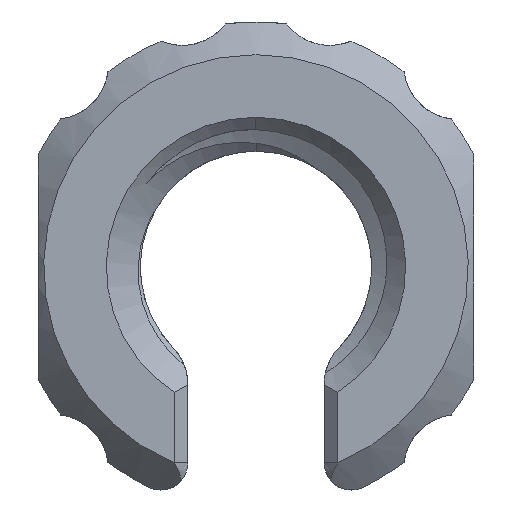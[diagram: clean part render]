
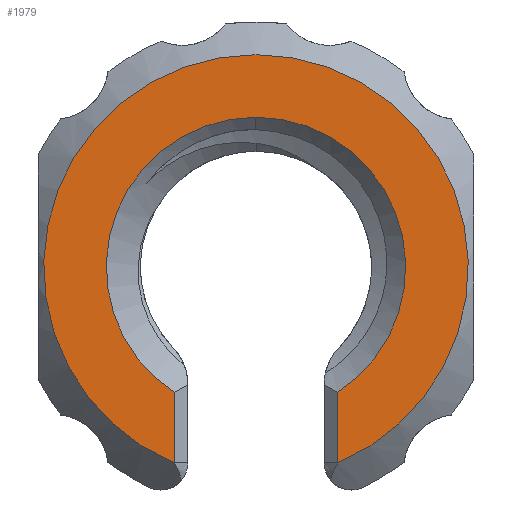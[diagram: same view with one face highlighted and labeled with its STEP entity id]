
A CAD part, left-side view. The second image highlights one B-rep face of the part: STEP entity #1979.
In plain terms, the highlighted planar face has unit normal (-1, 0, 0).
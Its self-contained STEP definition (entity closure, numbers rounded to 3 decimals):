
#73 = VERTEX_POINT ( 'NONE', #6954 ) ;
#121 = AXIS2_PLACEMENT_3D ( 'NONE', #448, #8735, #3209 ) ;
#127 = EDGE_CURVE ( 'NONE', #4446, #73, #8173, .T. ) ;
#147 = PLANE ( 'NONE',  #4205 ) ;
#230 = DIRECTION ( 'NONE',  ( -1., 0., 0. ) ) ;
#333 = VERTEX_POINT ( 'NONE', #3110 ) ;
#448 = CARTESIAN_POINT ( 'NONE',  ( -4., 0., 0. ) ) ;
#460 = CARTESIAN_POINT ( 'NONE',  ( -4., -3., -7.8 ) ) ;
#540 = DIRECTION ( 'NONE',  ( -1., 0., 0. ) ) ;
#587 = CARTESIAN_POINT ( 'NONE',  ( -4., 3., -7.194 ) ) ;
#600 = CARTESIAN_POINT ( 'NONE',  ( -4., -3.5, -7.194 ) ) ;
#1140 = DIRECTION ( 'NONE',  ( -1., 0., 0. ) ) ;
#1168 = CARTESIAN_POINT ( 'NONE',  ( -4., 3.5, -7.194 ) ) ;
#1247 = AXIS2_PLACEMENT_3D ( 'NONE', #6466, #4480, #2259 ) ;
#1392 = CIRCLE ( 'NONE', #1247, 5.5 ) ;
#1543 = CIRCLE ( 'NONE', #5741, 0.5 ) ;
#1806 = LINE ( 'NONE', #460, #2760 ) ;
#1967 = AXIS2_PLACEMENT_3D ( 'NONE', #1168, #540, #8065 ) ;
#1979 = ADVANCED_FACE ( 'NONE', ( #5021 ), #147, .T. ) ;
#2054 = ORIENTED_EDGE ( 'NONE', *, *, #3603, .T. ) ;
#2259 = DIRECTION ( 'NONE',  ( 0., 0., -1. ) ) ;
#2419 = VERTEX_POINT ( 'NONE', #3116 ) ;
#2464 = ORIENTED_EDGE ( 'NONE', *, *, #8432, .T. ) ;
#2473 = CARTESIAN_POINT ( 'NONE',  ( -4., 0., 0. ) ) ;
#2760 = VECTOR ( 'NONE', #4575, 1000. ) ;
#3110 = CARTESIAN_POINT ( 'NONE',  ( -4., -3., -4.61 ) ) ;
#3116 = CARTESIAN_POINT ( 'NONE',  ( -4., 0., 5.5 ) ) ;
#3147 = ORIENTED_EDGE ( 'NONE', *, *, #3267, .T. ) ;
#3180 = VERTEX_POINT ( 'NONE', #7853 ) ;
#3194 = VECTOR ( 'NONE', #6693, 1000. ) ;
#3209 = DIRECTION ( 'NONE',  ( 0., 0., -1. ) ) ;
#3225 = ORIENTED_EDGE ( 'NONE', *, *, #5716, .T. ) ;
#3263 = CARTESIAN_POINT ( 'NONE',  ( -4., 3., -7.8 ) ) ;
#3267 = EDGE_CURVE ( 'NONE', #3749, #3180, #7944, .T. ) ;
#3576 = DIRECTION ( 'NONE',  ( 0., 0., 1. ) ) ;
#3603 = EDGE_CURVE ( 'NONE', #333, #5103, #1806, .T. ) ;
#3639 = CARTESIAN_POINT ( 'NONE',  ( -4., 3., -7.2 ) ) ;
#3749 = VERTEX_POINT ( 'NONE', #587 ) ;
#4205 = AXIS2_PLACEMENT_3D ( 'NONE', #7049, #230, #3576 ) ;
#4216 = ORIENTED_EDGE ( 'NONE', *, *, #8098, .T. ) ;
#4275 = ORIENTED_EDGE ( 'NONE', *, *, #127, .F. ) ;
#4446 = VERTEX_POINT ( 'NONE', #3639 ) ;
#4480 = DIRECTION ( 'NONE',  ( 1., 0., 0. ) ) ;
#4575 = DIRECTION ( 'NONE',  ( 0., 0., -1. ) ) ;
#5018 = AXIS2_PLACEMENT_3D ( 'NONE', #2473, #6675, #6547 ) ;
#5021 = FACE_OUTER_BOUND ( 'NONE', #6625, .T. ) ;
#5103 = VERTEX_POINT ( 'NONE', #8390 ) ;
#5182 = ORIENTED_EDGE ( 'NONE', *, *, #5329, .T. ) ;
#5329 = EDGE_CURVE ( 'NONE', #2419, #333, #1392, .T. ) ;
#5716 = EDGE_CURVE ( 'NONE', #4446, #3749, #5875, .T. ) ;
#5741 = AXIS2_PLACEMENT_3D ( 'NONE', #600, #1140, #8761 ) ;
#5875 = CIRCLE ( 'NONE', #1967, 0.5 ) ;
#6466 = CARTESIAN_POINT ( 'NONE',  ( -4., 0., 0. ) ) ;
#6547 = DIRECTION ( 'NONE',  ( 0., 0., -1. ) ) ;
#6625 = EDGE_LOOP ( 'NONE', ( #4275, #3225, #3147, #2464, #5182, #2054, #4216 ) ) ;
#6675 = DIRECTION ( 'NONE',  ( 1., 0., 0. ) ) ;
#6693 = DIRECTION ( 'NONE',  ( 0., 0., 1. ) ) ;
#6954 = CARTESIAN_POINT ( 'NONE',  ( -4., -3., -7.2 ) ) ;
#7049 = CARTESIAN_POINT ( 'NONE',  ( -4., 0., -7.8 ) ) ;
#7167 = CIRCLE ( 'NONE', #121, 5.5 ) ;
#7853 = CARTESIAN_POINT ( 'NONE',  ( -4., 3., -4.61 ) ) ;
#7944 = LINE ( 'NONE', #3263, #3194 ) ;
#8065 = DIRECTION ( 'NONE',  ( 0., 0., 1. ) ) ;
#8098 = EDGE_CURVE ( 'NONE', #5103, #73, #1543, .T. ) ;
#8173 = CIRCLE ( 'NONE', #5018, 7.8 ) ;
#8390 = CARTESIAN_POINT ( 'NONE',  ( -4., -3., -7.194 ) ) ;
#8432 = EDGE_CURVE ( 'NONE', #3180, #2419, #7167, .T. ) ;
#8735 = DIRECTION ( 'NONE',  ( 1., 0., 0. ) ) ;
#8761 = DIRECTION ( 'NONE',  ( 0., 0., 1. ) ) ;
